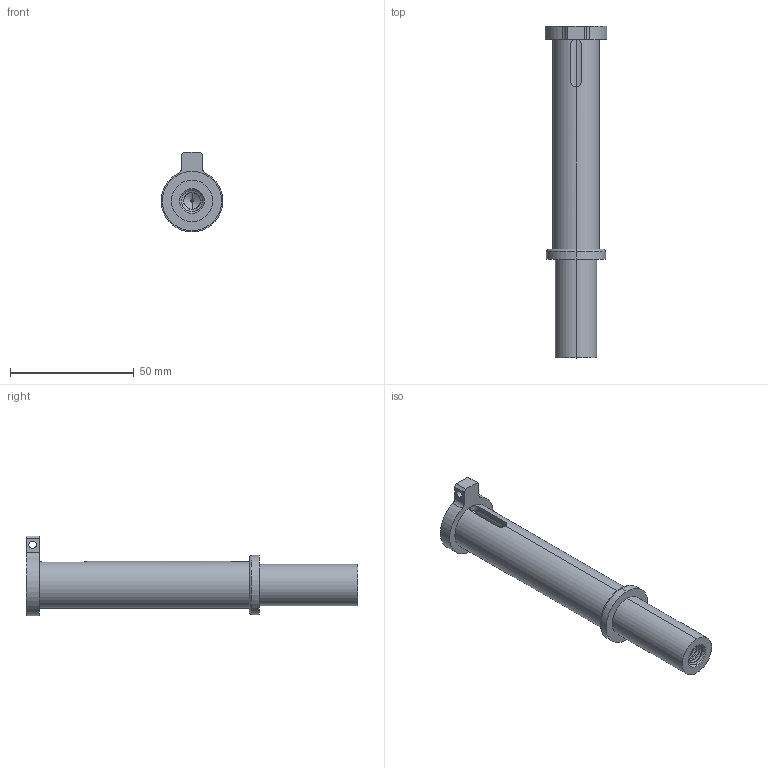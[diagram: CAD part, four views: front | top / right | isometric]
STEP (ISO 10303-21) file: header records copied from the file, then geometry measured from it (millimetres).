
FILE_DESCRIPTION (( 'STEP AP214' ), '1' );
FILE_NAME ('train avant monsun partie 1.STEP', '2018-09-10T19:25:32', ( '' ), ( '' ), 'SwSTEP 2.0', 'SolidWorks 2017', '' );
FILE_SCHEMA (( 'AUTOMOTIVE_DESIGN' ));
Length unit declared in the file: millimetre
Products named in the file (1): train avant monsun partie 1
Bounding box: 24.96 x 134.3 x 32.26 mm (x, y, z)
Volume: 22864.9 mm3; surface area: 14516.7 mm2
Topology: 1 solids, 1 shells, 91 faces, 250 edges, 163 vertices
Faces by surface type: cylinder 66, plane 15, cone 4, bspline 4, torus 2
Entity records: 7219 total; most frequent: CARTESIAN_POINT 5136, ORIENTED_EDGE 500, DIRECTION 357, EDGE_CURVE 250, VERTEX_POINT 163, AXIS2_PLACEMENT_3D 132, EDGE_LOOP 99, LINE 93
